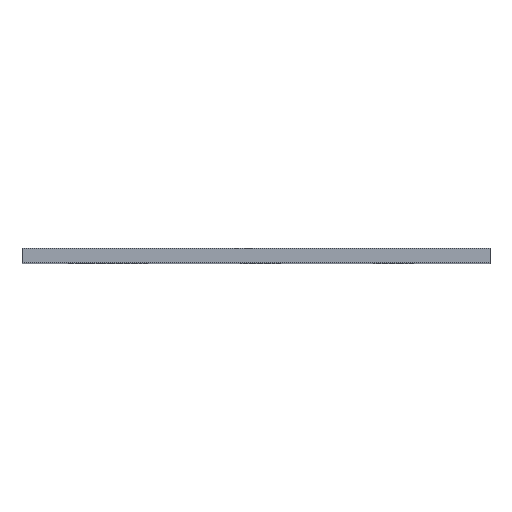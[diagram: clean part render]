
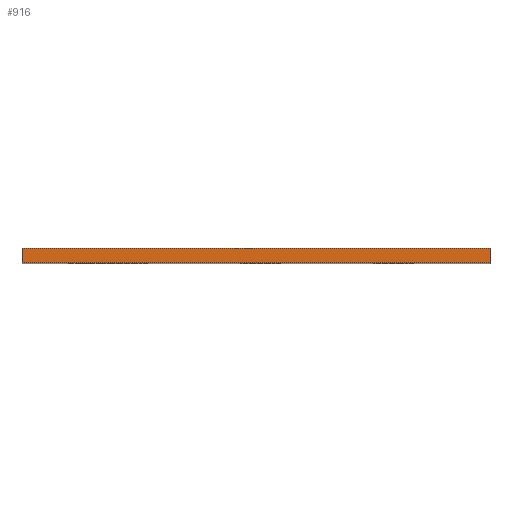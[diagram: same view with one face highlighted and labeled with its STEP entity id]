
A CAD part, top view. The second image highlights one B-rep face of the part: STEP entity #916.
In plain terms, the highlighted planar face has unit normal (0, 0, 1).
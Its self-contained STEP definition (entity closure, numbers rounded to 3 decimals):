
#65=PLANE('',#1029);
#104=FACE_OUTER_BOUND('',#143,.T.);
#143=EDGE_LOOP('',(#760,#761,#762,#763));
#246=LINE('',#1551,#315);
#247=LINE('',#1554,#316);
#248=LINE('',#1556,#317);
#249=LINE('',#1557,#318);
#315=VECTOR('',#1288,10.);
#316=VECTOR('',#1291,10.);
#317=VECTOR('',#1292,10.);
#318=VECTOR('',#1293,10.);
#469=VERTEX_POINT('',#1547);
#470=VERTEX_POINT('',#1549);
#471=VERTEX_POINT('',#1553);
#472=VERTEX_POINT('',#1555);
#596=EDGE_CURVE('',#469,#470,#246,.T.);
#597=EDGE_CURVE('',#469,#471,#247,.T.);
#598=EDGE_CURVE('',#472,#470,#248,.T.);
#599=EDGE_CURVE('',#471,#472,#249,.T.);
#760=ORIENTED_EDGE('',*,*,#597,.F.);
#761=ORIENTED_EDGE('',*,*,#596,.T.);
#762=ORIENTED_EDGE('',*,*,#598,.F.);
#763=ORIENTED_EDGE('',*,*,#599,.F.);
#916=ADVANCED_FACE('',(#104),#65,.T.);
#1029=AXIS2_PLACEMENT_3D('',#1552,#1289,#1290);
#1288=DIRECTION('',(0.,1.,0.));
#1289=DIRECTION('center_axis',(0.,0.,1.));
#1290=DIRECTION('ref_axis',(1.,0.,0.));
#1291=DIRECTION('',(-1.,0.,0.));
#1292=DIRECTION('',(1.,0.,0.));
#1293=DIRECTION('',(0.,1.,0.));
#1547=CARTESIAN_POINT('',(80.944,0.,128.544));
#1549=CARTESIAN_POINT('',(80.944,2.5,128.544));
#1551=CARTESIAN_POINT('',(80.944,0.,128.544));
#1552=CARTESIAN_POINT('Origin',(0.044,0.,128.544));
#1553=CARTESIAN_POINT('',(0.044,0.,128.544));
#1554=CARTESIAN_POINT('',(80.944,0.,128.544));
#1555=CARTESIAN_POINT('',(0.044,2.5,128.544));
#1556=CARTESIAN_POINT('',(80.944,2.5,128.544));
#1557=CARTESIAN_POINT('',(0.044,0.,128.544));
